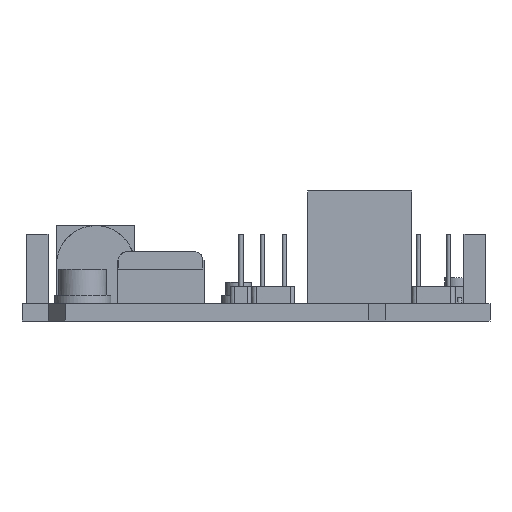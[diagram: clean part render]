
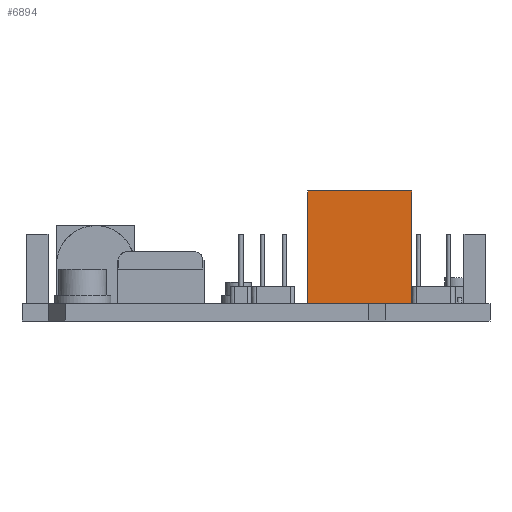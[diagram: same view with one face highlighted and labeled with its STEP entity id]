
A CAD part, front view. The second image highlights one B-rep face of the part: STEP entity #6894.
In plain terms, the highlighted free-form (B-spline) face has degree [1, 1] with [2, 2] control points.
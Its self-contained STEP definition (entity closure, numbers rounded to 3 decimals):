
#1162 = B_SPLINE_SURFACE_WITH_KNOTS('',1,1,(
    (#1163,#1164)
    ,(#1165,#1166
  )),.UNSPECIFIED.,.F.,.F.,.F.,(2,2),(2,2),(-2.701,2.701),(-3.451,3.451)
  ,.PIECEWISE_BEZIER_KNOTS.);
#1163 = CARTESIAN_POINT('',(-37.182,-26.328,
    -7.314));
#1164 = CARTESIAN_POINT('',(-37.182,42.692,
    -7.314));
#1165 = CARTESIAN_POINT('',(16.838,-26.328,
    -7.314));
#1166 = CARTESIAN_POINT('',(16.838,42.692,
    -7.314));
#2682 = VERTEX_POINT('',#2683);
#2683 = CARTESIAN_POINT('',(7.828,32.682,
    -7.314));
#2696 = B_SPLINE_SURFACE_WITH_KNOTS('',1,1,(
    (#2697,#2698)
    ,(#2699,#2700
    )),.UNSPECIFIED.,.F.,.F.,.F.,(2,2),(2,2),(-0.001,1.601),(-0.001,
    1.301),.PIECEWISE_BEZIER_KNOTS.);
#2697 = CARTESIAN_POINT('',(7.828,32.672,
    -7.324));
#2698 = CARTESIAN_POINT('',(7.828,32.672,
    5.696));
#2699 = CARTESIAN_POINT('',(7.828,48.692,
    -7.324));
#2700 = CARTESIAN_POINT('',(7.828,48.692,
    5.696));
#2708 = EDGE_CURVE('',#2682,#2709,#2711,.T.);
#2709 = VERTEX_POINT('',#2710);
#2710 = CARTESIAN_POINT('',(-4.172,32.682,
    -7.314));
#2711 = SURFACE_CURVE('',#2712,(#2715,#2722),.PCURVE_S1.);
#2712 = B_SPLINE_CURVE_WITH_KNOTS('',1,(#2713,#2714),.UNSPECIFIED.,.F.,
  .F.,(2,2),(-1.5,-0.3),.PIECEWISE_BEZIER_KNOTS.);
#2713 = CARTESIAN_POINT('',(7.828,32.682,
    -7.314));
#2714 = CARTESIAN_POINT('',(-4.172,32.682,
    -7.314));
#2715 = PCURVE('',#1162,#2716);
#2716 = DEFINITIONAL_REPRESENTATION('',(#2717),#2721);
#2717 = LINE('',#2718,#2719);
#2718 = CARTESIAN_POINT('',(0.3,2.45));
#2719 = VECTOR('',#2720,1.);
#2720 = DIRECTION('',(-1.,0.));
#2721 = ( GEOMETRIC_REPRESENTATION_CONTEXT(2) 
PARAMETRIC_REPRESENTATION_CONTEXT() REPRESENTATION_CONTEXT('2D SPACE',''
  ) );
#2722 = PCURVE('',#2723,#2728);
#2723 = B_SPLINE_SURFACE_WITH_KNOTS('',1,1,(
    (#2724,#2725)
    ,(#2726,#2727
    )),.UNSPECIFIED.,.F.,.F.,.F.,(2,2),(2,2),(-0.001,1.201),(-0.001,
    1.301),.PIECEWISE_BEZIER_KNOTS.);
#2724 = CARTESIAN_POINT('',(-4.182,32.682,
    -7.324));
#2725 = CARTESIAN_POINT('',(-4.182,32.682,
    5.696));
#2726 = CARTESIAN_POINT('',(7.838,32.682,
    -7.324));
#2727 = CARTESIAN_POINT('',(7.838,32.682,
    5.696));
#2728 = DEFINITIONAL_REPRESENTATION('',(#2729),#2733);
#2729 = LINE('',#2730,#2731);
#2730 = CARTESIAN_POINT('',(-0.3,0.));
#2731 = VECTOR('',#2732,1.);
#2732 = DIRECTION('',(-1.,0.));
#2733 = ( GEOMETRIC_REPRESENTATION_CONTEXT(2) 
PARAMETRIC_REPRESENTATION_CONTEXT() REPRESENTATION_CONTEXT('2D SPACE',''
  ) );
#2750 = B_SPLINE_SURFACE_WITH_KNOTS('',1,1,(
    (#2751,#2752)
    ,(#2753,#2754
    )),.UNSPECIFIED.,.F.,.F.,.F.,(2,2),(2,2),(-0.001,1.601),(-0.001,
    1.301),.PIECEWISE_BEZIER_KNOTS.);
#2751 = CARTESIAN_POINT('',(-4.172,48.692,
    -7.324));
#2752 = CARTESIAN_POINT('',(-4.172,48.692,
    5.696));
#2753 = CARTESIAN_POINT('',(-4.172,32.672,
    -7.324));
#2754 = CARTESIAN_POINT('',(-4.172,32.672,
    5.696));
#6848 = VERTEX_POINT('',#6849);
#6849 = CARTESIAN_POINT('',(7.828,32.682,
    5.686));
#6862 = B_SPLINE_SURFACE_WITH_KNOTS('',1,1,(
    (#6863,#6864)
    ,(#6865,#6866
  )),.UNSPECIFIED.,.F.,.F.,.F.,(2,2),(2,2),(-0.601,0.601),(-0.801,0.801)
  ,.PIECEWISE_BEZIER_KNOTS.);
#6863 = CARTESIAN_POINT('',(-4.182,32.672,
    5.686));
#6864 = CARTESIAN_POINT('',(-4.182,48.692,
    5.686));
#6865 = CARTESIAN_POINT('',(7.838,32.672,
    5.686));
#6866 = CARTESIAN_POINT('',(7.838,48.692,
    5.686));
#6874 = EDGE_CURVE('',#2682,#6848,#6875,.T.);
#6875 = SURFACE_CURVE('',#6876,(#6879,#6886),.PCURVE_S1.);
#6876 = B_SPLINE_CURVE_WITH_KNOTS('',1,(#6877,#6878),.UNSPECIFIED.,.F.,
  .F.,(2,2),(0.,1.3),.PIECEWISE_BEZIER_KNOTS.);
#6877 = CARTESIAN_POINT('',(7.828,32.682,
    -7.314));
#6878 = CARTESIAN_POINT('',(7.828,32.682,
    5.686));
#6879 = PCURVE('',#2696,#6880);
#6880 = DEFINITIONAL_REPRESENTATION('',(#6881),#6885);
#6881 = LINE('',#6882,#6883);
#6882 = CARTESIAN_POINT('',(0.,0.));
#6883 = VECTOR('',#6884,1.);
#6884 = DIRECTION('',(0.,1.));
#6885 = ( GEOMETRIC_REPRESENTATION_CONTEXT(2) 
PARAMETRIC_REPRESENTATION_CONTEXT() REPRESENTATION_CONTEXT('2D SPACE',''
  ) );
#6886 = PCURVE('',#2723,#6887);
#6887 = DEFINITIONAL_REPRESENTATION('',(#6888),#6892);
#6888 = LINE('',#6889,#6890);
#6889 = CARTESIAN_POINT('',(1.2,0.));
#6890 = VECTOR('',#6891,1.);
#6891 = DIRECTION('',(0.,1.));
#6892 = ( GEOMETRIC_REPRESENTATION_CONTEXT(2) 
PARAMETRIC_REPRESENTATION_CONTEXT() REPRESENTATION_CONTEXT('2D SPACE',''
  ) );
#6894 = ADVANCED_FACE('',(#6895),#2723,.T.);
#6895 = FACE_BOUND('',#6896,.T.);
#6896 = EDGE_LOOP('',(#6897,#6898,#6899,#6921));
#6897 = ORIENTED_EDGE('',*,*,#2708,.F.);
#6898 = ORIENTED_EDGE('',*,*,#6874,.T.);
#6899 = ORIENTED_EDGE('',*,*,#6900,.F.);
#6900 = EDGE_CURVE('',#6901,#6848,#6903,.T.);
#6901 = VERTEX_POINT('',#6902);
#6902 = CARTESIAN_POINT('',(-4.172,32.682,
    5.686));
#6903 = SURFACE_CURVE('',#6904,(#6907,#6914),.PCURVE_S1.);
#6904 = B_SPLINE_CURVE_WITH_KNOTS('',1,(#6905,#6906),.UNSPECIFIED.,.F.,
  .F.,(2,2),(-1.2,0.),.PIECEWISE_BEZIER_KNOTS.);
#6905 = CARTESIAN_POINT('',(-4.172,32.682,
    5.686));
#6906 = CARTESIAN_POINT('',(7.828,32.682,
    5.686));
#6907 = PCURVE('',#2723,#6908);
#6908 = DEFINITIONAL_REPRESENTATION('',(#6909),#6913);
#6909 = LINE('',#6910,#6911);
#6910 = CARTESIAN_POINT('',(1.2,1.3));
#6911 = VECTOR('',#6912,1.);
#6912 = DIRECTION('',(1.,0.));
#6913 = ( GEOMETRIC_REPRESENTATION_CONTEXT(2) 
PARAMETRIC_REPRESENTATION_CONTEXT() REPRESENTATION_CONTEXT('2D SPACE',''
  ) );
#6914 = PCURVE('',#6862,#6915);
#6915 = DEFINITIONAL_REPRESENTATION('',(#6916),#6920);
#6916 = LINE('',#6917,#6918);
#6917 = CARTESIAN_POINT('',(0.6,-0.8));
#6918 = VECTOR('',#6919,1.);
#6919 = DIRECTION('',(1.,0.));
#6920 = ( GEOMETRIC_REPRESENTATION_CONTEXT(2) 
PARAMETRIC_REPRESENTATION_CONTEXT() REPRESENTATION_CONTEXT('2D SPACE',''
  ) );
#6921 = ORIENTED_EDGE('',*,*,#6922,.F.);
#6922 = EDGE_CURVE('',#2709,#6901,#6923,.T.);
#6923 = SURFACE_CURVE('',#6924,(#6927,#6934),.PCURVE_S1.);
#6924 = B_SPLINE_CURVE_WITH_KNOTS('',1,(#6925,#6926),.UNSPECIFIED.,.F.,
  .F.,(2,2),(0.,1.3),.PIECEWISE_BEZIER_KNOTS.);
#6925 = CARTESIAN_POINT('',(-4.172,32.682,
    -7.314));
#6926 = CARTESIAN_POINT('',(-4.172,32.682,
    5.686));
#6927 = PCURVE('',#2723,#6928);
#6928 = DEFINITIONAL_REPRESENTATION('',(#6929),#6933);
#6929 = LINE('',#6930,#6931);
#6930 = CARTESIAN_POINT('',(0.,0.));
#6931 = VECTOR('',#6932,1.);
#6932 = DIRECTION('',(0.,1.));
#6933 = ( GEOMETRIC_REPRESENTATION_CONTEXT(2) 
PARAMETRIC_REPRESENTATION_CONTEXT() REPRESENTATION_CONTEXT('2D SPACE',''
  ) );
#6934 = PCURVE('',#2750,#6935);
#6935 = DEFINITIONAL_REPRESENTATION('',(#6936),#6940);
#6936 = LINE('',#6937,#6938);
#6937 = CARTESIAN_POINT('',(1.6,0.));
#6938 = VECTOR('',#6939,1.);
#6939 = DIRECTION('',(0.,1.));
#6940 = ( GEOMETRIC_REPRESENTATION_CONTEXT(2) 
PARAMETRIC_REPRESENTATION_CONTEXT() REPRESENTATION_CONTEXT('2D SPACE',''
  ) );
